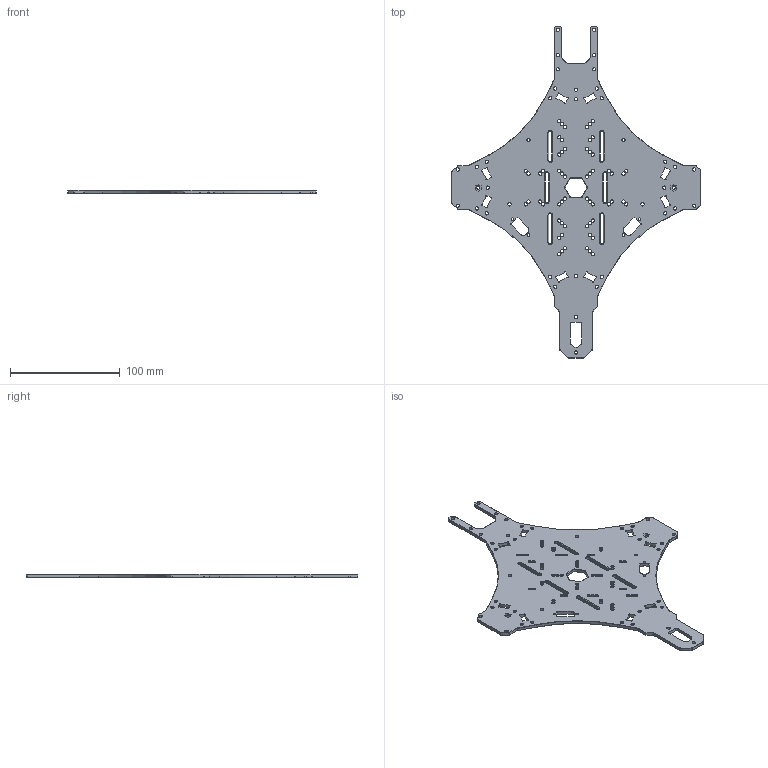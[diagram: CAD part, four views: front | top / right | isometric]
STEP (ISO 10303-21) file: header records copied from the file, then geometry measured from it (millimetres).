
FILE_DESCRIPTION(/* description */ (''),/* implementation_level */ '2;1');
FILE_NAME(/* name */ 'BasePlate_v1.1.step',/* time_stamp */ '2023-06-24T08:43:04+08:00',/* author */ (''),/* organization */ (''),/* preprocessor_version */ 'ST-DEVELOPER v19.2',/* originating_system */ 'Autodesk Translation Framework v12.6.0.85',/* authorisation */ '');
FILE_SCHEMA (('AUTOMOTIVE_DESIGN { 1 0 10303 214 3 1 1 }'));
Length unit declared in the file: millimetre
Products named in the file (1): BasePlate
Bounding box: 226 x 302 x 3 mm (x, y, z)
Volume: 71852 mm3; surface area: 56269.7 mm2
Topology: 1 solids, 1 shells, 621 faces, 1768 edges, 1109 vertices
Faces by surface type: plane 243, cylinder 214, cone 152, bspline 12
Full cylindrical faces by diameter (mm): 2.5 x4, 3 x99
Entity records: 22350 total; most frequent: CARTESIAN_POINT 5434, DIRECTION 3547, ORIENTED_EDGE 3536, EDGE_CURVE 1768, AXIS2_PLACEMENT_3D 1283, VERTEX_POINT 1109, LINE 981, VECTOR 981
